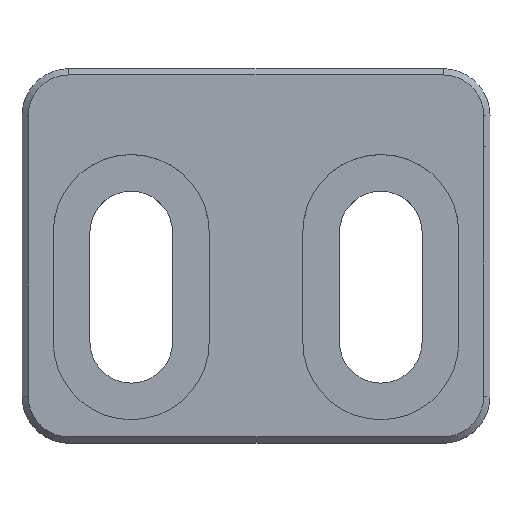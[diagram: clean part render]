
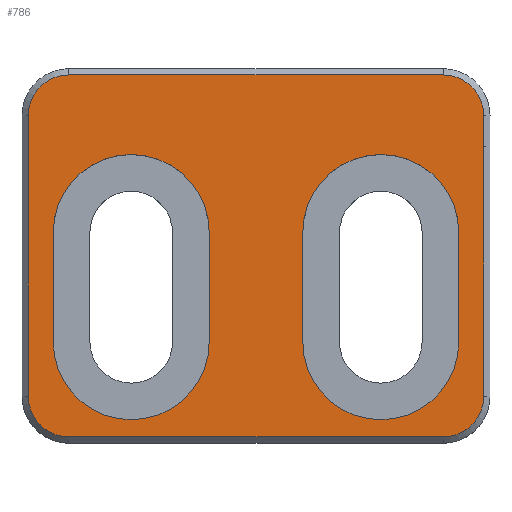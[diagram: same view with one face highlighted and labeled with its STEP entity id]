
A CAD part, top view. The second image highlights one B-rep face of the part: STEP entity #786.
In plain terms, the highlighted planar face has unit normal (0, 0, 1).
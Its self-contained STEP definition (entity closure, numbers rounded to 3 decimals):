
#17=FACE_BOUND('',#150,.T.);
#18=FACE_BOUND('',#151,.T.);
#47=CIRCLE('',#851,2.6);
#48=CIRCLE('',#854,2.6);
#50=CIRCLE('',#858,2.6);
#52=CIRCLE('',#862,2.6);
#53=CIRCLE('',#868,5.);
#54=CIRCLE('',#869,5.);
#55=CIRCLE('',#870,5.);
#56=CIRCLE('',#871,5.);
#100=FACE_OUTER_BOUND('',#149,.T.);
#149=EDGE_LOOP('',(#631,#632,#633,#634,#635,#636,#637,#638,#639));
#150=EDGE_LOOP('',(#640,#641,#642,#643));
#151=EDGE_LOOP('',(#644,#645,#646,#647));
#206=LINE('',#1236,#285);
#210=LINE('',#1245,#289);
#214=LINE('',#1255,#293);
#218=LINE('',#1267,#297);
#220=LINE('',#1274,#299);
#224=LINE('',#1284,#303);
#225=LINE('',#1288,#304);
#226=LINE('',#1292,#305);
#227=LINE('',#1296,#306);
#285=VECTOR('',#994,10.);
#289=VECTOR('',#1004,10.);
#293=VECTOR('',#1014,10.);
#297=VECTOR('',#1026,10.);
#299=VECTOR('',#1036,10.);
#303=VECTOR('',#1048,1000.);
#304=VECTOR('',#1051,1000.);
#305=VECTOR('',#1054,1000.);
#306=VECTOR('',#1057,1000.);
#363=VERTEX_POINT('',#1233);
#364=VERTEX_POINT('',#1235);
#365=VERTEX_POINT('',#1239);
#366=VERTEX_POINT('',#1243);
#367=VERTEX_POINT('',#1247);
#368=VERTEX_POINT('',#1251);
#370=VERTEX_POINT('',#1257);
#372=VERTEX_POINT('',#1263);
#374=VERTEX_POINT('',#1269);
#375=VERTEX_POINT('',#1282);
#376=VERTEX_POINT('',#1283);
#377=VERTEX_POINT('',#1285);
#378=VERTEX_POINT('',#1287);
#379=VERTEX_POINT('',#1290);
#380=VERTEX_POINT('',#1291);
#381=VERTEX_POINT('',#1293);
#382=VERTEX_POINT('',#1295);
#446=EDGE_CURVE('',#363,#364,#206,.T.);
#448=EDGE_CURVE('',#364,#365,#47,.T.);
#451=EDGE_CURVE('',#365,#366,#210,.T.);
#452=EDGE_CURVE('',#366,#367,#48,.T.);
#456=EDGE_CURVE('',#367,#368,#214,.T.);
#459=EDGE_CURVE('',#368,#370,#50,.T.);
#462=EDGE_CURVE('',#370,#372,#218,.T.);
#465=EDGE_CURVE('',#372,#374,#52,.T.);
#466=EDGE_CURVE('',#374,#363,#220,.T.);
#470=EDGE_CURVE('',#375,#376,#224,.T.);
#471=EDGE_CURVE('',#377,#375,#53,.T.);
#472=EDGE_CURVE('',#378,#377,#225,.T.);
#473=EDGE_CURVE('',#376,#378,#54,.T.);
#474=EDGE_CURVE('',#379,#380,#226,.T.);
#475=EDGE_CURVE('',#381,#379,#55,.T.);
#476=EDGE_CURVE('',#382,#381,#227,.T.);
#477=EDGE_CURVE('',#380,#382,#56,.T.);
#631=ORIENTED_EDGE('',*,*,#446,.F.);
#632=ORIENTED_EDGE('',*,*,#466,.F.);
#633=ORIENTED_EDGE('',*,*,#465,.F.);
#634=ORIENTED_EDGE('',*,*,#462,.F.);
#635=ORIENTED_EDGE('',*,*,#459,.F.);
#636=ORIENTED_EDGE('',*,*,#456,.F.);
#637=ORIENTED_EDGE('',*,*,#452,.F.);
#638=ORIENTED_EDGE('',*,*,#451,.F.);
#639=ORIENTED_EDGE('',*,*,#448,.F.);
#640=ORIENTED_EDGE('',*,*,#470,.F.);
#641=ORIENTED_EDGE('',*,*,#471,.F.);
#642=ORIENTED_EDGE('',*,*,#472,.F.);
#643=ORIENTED_EDGE('',*,*,#473,.F.);
#644=ORIENTED_EDGE('',*,*,#474,.F.);
#645=ORIENTED_EDGE('',*,*,#475,.F.);
#646=ORIENTED_EDGE('',*,*,#476,.F.);
#647=ORIENTED_EDGE('',*,*,#477,.F.);
#747=PLANE('',#867);
#786=ADVANCED_FACE('',(#100,#17,#18),#747,.F.);
#851=AXIS2_PLACEMENT_3D('',#1240,#998,#999);
#854=AXIS2_PLACEMENT_3D('',#1248,#1007,#1008);
#858=AXIS2_PLACEMENT_3D('',#1261,#1020,#1021);
#862=AXIS2_PLACEMENT_3D('',#1272,#1032,#1033);
#867=AXIS2_PLACEMENT_3D('',#1281,#1046,#1047);
#868=AXIS2_PLACEMENT_3D('',#1286,#1049,#1050);
#869=AXIS2_PLACEMENT_3D('',#1289,#1052,#1053);
#870=AXIS2_PLACEMENT_3D('',#1294,#1055,#1056);
#871=AXIS2_PLACEMENT_3D('',#1297,#1058,#1059);
#994=DIRECTION('',(0.,-1.,0.));
#998=DIRECTION('center_axis',(0.,0.,-1.));
#999=DIRECTION('ref_axis',(1.,0.,0.));
#1004=DIRECTION('',(-1.,0.,0.));
#1007=DIRECTION('center_axis',(0.,0.,-1.));
#1008=DIRECTION('ref_axis',(-1.,0.,0.));
#1014=DIRECTION('',(0.,1.,0.));
#1020=DIRECTION('center_axis',(0.,0.,-1.));
#1021=DIRECTION('ref_axis',(-0.707,0.707,0.));
#1026=DIRECTION('',(1.,0.,0.));
#1032=DIRECTION('center_axis',(0.,0.,-1.));
#1033=DIRECTION('ref_axis',(0.707,0.707,0.));
#1036=DIRECTION('',(0.,-1.,0.));
#1046=DIRECTION('center_axis',(0.,0.,-1.));
#1047=DIRECTION('ref_axis',(-1.,0.,0.));
#1048=DIRECTION('',(0.,-1.,0.));
#1049=DIRECTION('center_axis',(0.,0.,1.));
#1050=DIRECTION('ref_axis',(-1.,0.,0.));
#1051=DIRECTION('',(0.,1.,0.));
#1052=DIRECTION('center_axis',(0.,0.,1.));
#1053=DIRECTION('ref_axis',(-1.,0.,0.));
#1054=DIRECTION('',(0.,-1.,0.));
#1055=DIRECTION('center_axis',(0.,0.,1.));
#1056=DIRECTION('ref_axis',(1.,0.,0.));
#1057=DIRECTION('',(0.,1.,0.));
#1058=DIRECTION('center_axis',(0.,0.,1.));
#1059=DIRECTION('ref_axis',(1.,0.,0.));
#1233=CARTESIAN_POINT('',(29.6,19.,6.));
#1235=CARTESIAN_POINT('',(29.6,3.,6.));
#1236=CARTESIAN_POINT('',(29.6,0.,6.));
#1239=CARTESIAN_POINT('',(27.,0.4,6.));
#1240=CARTESIAN_POINT('Origin',(27.,3.,6.));
#1243=CARTESIAN_POINT('',(3.,0.4,6.));
#1245=CARTESIAN_POINT('',(0.,0.4,6.));
#1247=CARTESIAN_POINT('',(0.4,3.,6.));
#1248=CARTESIAN_POINT('Origin',(3.,3.,6.));
#1251=CARTESIAN_POINT('',(0.4,21.,6.));
#1255=CARTESIAN_POINT('',(0.4,0.,6.));
#1257=CARTESIAN_POINT('',(3.,23.6,6.));
#1261=CARTESIAN_POINT('Origin',(3.,21.,6.));
#1263=CARTESIAN_POINT('',(27.,23.6,6.));
#1267=CARTESIAN_POINT('',(0.,23.6,6.));
#1269=CARTESIAN_POINT('',(29.6,21.,6.));
#1272=CARTESIAN_POINT('Origin',(27.,21.,6.));
#1274=CARTESIAN_POINT('',(29.6,12.,6.));
#1281=CARTESIAN_POINT('Origin',(0.,0.,6.));
#1282=CARTESIAN_POINT('',(18.,13.5,6.));
#1283=CARTESIAN_POINT('',(18.,6.5,6.));
#1284=CARTESIAN_POINT('',(18.,13.5,6.));
#1285=CARTESIAN_POINT('',(28.,13.5,6.));
#1286=CARTESIAN_POINT('Origin',(23.,13.5,6.));
#1287=CARTESIAN_POINT('',(28.,6.5,6.));
#1288=CARTESIAN_POINT('',(28.,13.5,6.));
#1289=CARTESIAN_POINT('Origin',(23.,6.5,6.));
#1290=CARTESIAN_POINT('',(2.,13.5,6.));
#1291=CARTESIAN_POINT('',(2.,6.5,6.));
#1292=CARTESIAN_POINT('',(2.,13.5,6.));
#1293=CARTESIAN_POINT('',(12.,13.5,6.));
#1294=CARTESIAN_POINT('Origin',(7.,13.5,6.));
#1295=CARTESIAN_POINT('',(12.,6.5,6.));
#1296=CARTESIAN_POINT('',(12.,13.5,6.));
#1297=CARTESIAN_POINT('Origin',(7.,6.5,6.));
